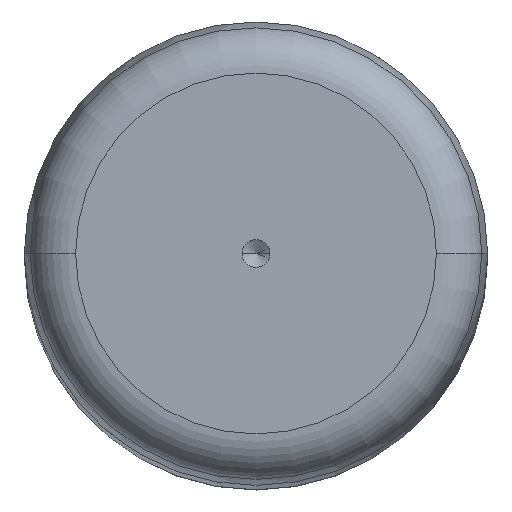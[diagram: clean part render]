
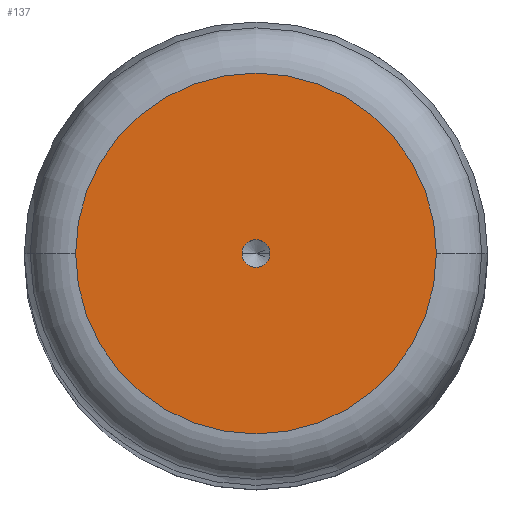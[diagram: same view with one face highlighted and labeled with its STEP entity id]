
A CAD part, top view. The second image highlights one B-rep face of the part: STEP entity #137.
In plain terms, the highlighted planar face has unit normal (0, 0, 1).
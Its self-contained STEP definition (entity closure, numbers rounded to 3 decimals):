
#5 = DIRECTION ( 'NONE',  ( 0., 0., 1. ) ) ;
#11 = CARTESIAN_POINT ( 'NONE',  ( 0., 0., 300. ) ) ;
#29 = VERTEX_POINT ( 'NONE', #421 ) ;
#35 = AXIS2_PLACEMENT_3D ( 'NONE', #434, #262, #327 ) ;
#85 = CARTESIAN_POINT ( 'NONE',  ( -19.467, 0., 300. ) ) ;
#86 = AXIS2_PLACEMENT_3D ( 'NONE', #11, #484, #541 ) ;
#89 = ORIENTED_EDGE ( 'NONE', *, *, #329, .F. ) ;
#91 = EDGE_CURVE ( 'NONE', #29, #428, #296, .T. ) ;
#99 = AXIS2_PLACEMENT_3D ( 'NONE', #230, #226, #173 ) ;
#117 = ORIENTED_EDGE ( 'NONE', *, *, #91, .T. ) ;
#137 = ADVANCED_FACE ( 'NONE', ( #459, #564 ), #487, .T. ) ;
#163 = ORIENTED_EDGE ( 'NONE', *, *, #586, .F. ) ;
#173 = DIRECTION ( 'NONE',  ( 1., 0., 0. ) ) ;
#197 = EDGE_CURVE ( 'NONE', #428, #29, #259, .T. ) ;
#226 = DIRECTION ( 'NONE',  ( 0., 0., 1. ) ) ;
#230 = CARTESIAN_POINT ( 'NONE',  ( 0., 0., 300. ) ) ;
#242 = DIRECTION ( 'NONE',  ( 1., 0., 0. ) ) ;
#246 = CARTESIAN_POINT ( 'NONE',  ( -1.5, 0., 300. ) ) ;
#248 = AXIS2_PLACEMENT_3D ( 'NONE', #356, #5, #242 ) ;
#259 = CIRCLE ( 'NONE', #248, 19.467 ) ;
#262 = DIRECTION ( 'NONE',  ( 0., 0., 1. ) ) ;
#263 = CIRCLE ( 'NONE', #86, 1.5 ) ;
#268 = EDGE_LOOP ( 'NONE', ( #117, #660 ) ) ;
#273 = EDGE_LOOP ( 'NONE', ( #89, #163 ) ) ;
#296 = CIRCLE ( 'NONE', #35, 19.467 ) ;
#317 = CARTESIAN_POINT ( 'NONE',  ( 0., 0., 300. ) ) ;
#327 = DIRECTION ( 'NONE',  ( 1., 0., 0. ) ) ;
#329 = EDGE_CURVE ( 'NONE', #555, #525, #263, .T. ) ;
#339 = CARTESIAN_POINT ( 'NONE',  ( 1.5, 0., 300. ) ) ;
#356 = CARTESIAN_POINT ( 'NONE',  ( 0., 0., 300. ) ) ;
#386 = DIRECTION ( 'NONE',  ( 0., 0., 1. ) ) ;
#421 = CARTESIAN_POINT ( 'NONE',  ( 19.467, 0., 300. ) ) ;
#426 = CIRCLE ( 'NONE', #99, 1.5 ) ;
#428 = VERTEX_POINT ( 'NONE', #85 ) ;
#434 = CARTESIAN_POINT ( 'NONE',  ( 0., 0., 300. ) ) ;
#459 = FACE_BOUND ( 'NONE', #273, .T. ) ;
#471 = AXIS2_PLACEMENT_3D ( 'NONE', #317, #386, #490 ) ;
#484 = DIRECTION ( 'NONE',  ( 0., 0., 1. ) ) ;
#487 = PLANE ( 'NONE',  #471 ) ;
#490 = DIRECTION ( 'NONE',  ( 1., 0., 0. ) ) ;
#525 = VERTEX_POINT ( 'NONE', #246 ) ;
#541 = DIRECTION ( 'NONE',  ( 1., 0., 0. ) ) ;
#555 = VERTEX_POINT ( 'NONE', #339 ) ;
#564 = FACE_OUTER_BOUND ( 'NONE', #268, .T. ) ;
#586 = EDGE_CURVE ( 'NONE', #525, #555, #426, .T. ) ;
#660 = ORIENTED_EDGE ( 'NONE', *, *, #197, .T. ) ;
